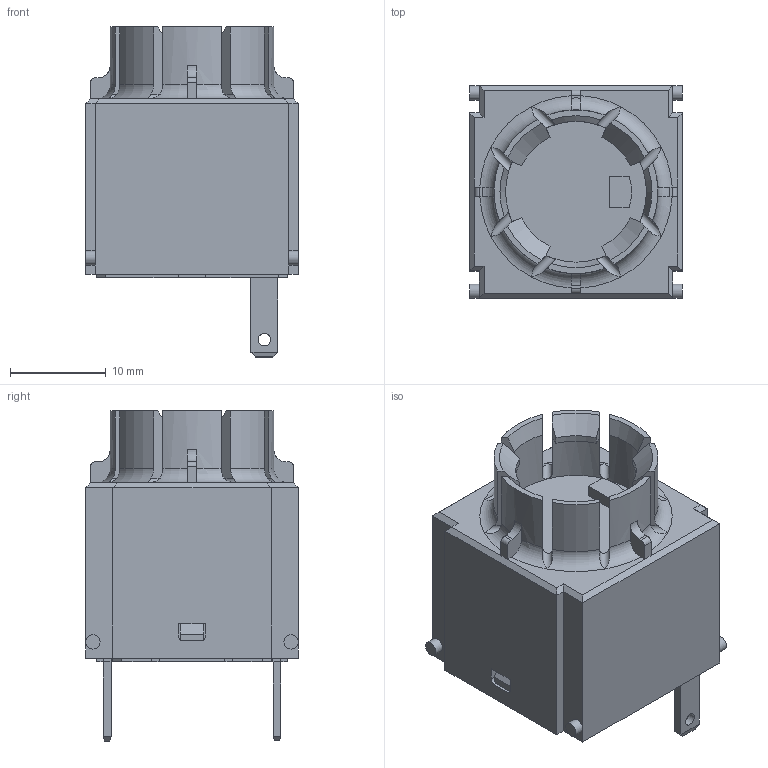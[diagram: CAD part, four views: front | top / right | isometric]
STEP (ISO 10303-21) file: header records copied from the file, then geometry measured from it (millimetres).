
FILE_DESCRIPTION(/* description */ (''),/* implementation_level */ '2;1');
FILE_NAME(/* name */ 'BZO_ipt.stp',/* time_stamp */ '2015-08-31T07:34:27+02:00',/* author */ ('mmack'),/* organization */ (''),/* preprocessor_version */ 'ST-DEVELOPER v15.2',/* originating_system */ 'Autodesk Inventor 2014',/* authorisation */ '');
FILE_SCHEMA (('AUTOMOTIVE_DESIGN { 1 0 10303 214 3 1 1 }'));
Length unit declared in the file: centimetre
Products named in the file (1): BZO
Bounding box: 22.2 x 22.2 x 34.46 mm (x, y, z)
Volume: 9282.8 mm3; surface area: 4294.8 mm2
Topology: 1 solids, 1 shells, 682 faces, 1933 edges, 1269 vertices
Faces by surface type: plane 391, bspline 216, cylinder 47, torus 20, cone 8
Full cylindrical faces by diameter (mm): 1.3 x2, 1.5 x4
Entity records: 23418 total; most frequent: CARTESIAN_POINT 7323, ORIENTED_EDGE 3846, DIRECTION 2447, EDGE_CURVE 1923, LINE 1277, VECTOR 1277, VERTEX_POINT 1265, EDGE_LOOP 732
